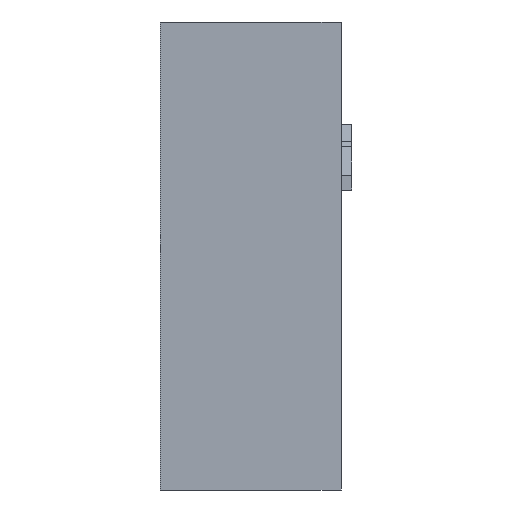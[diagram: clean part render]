
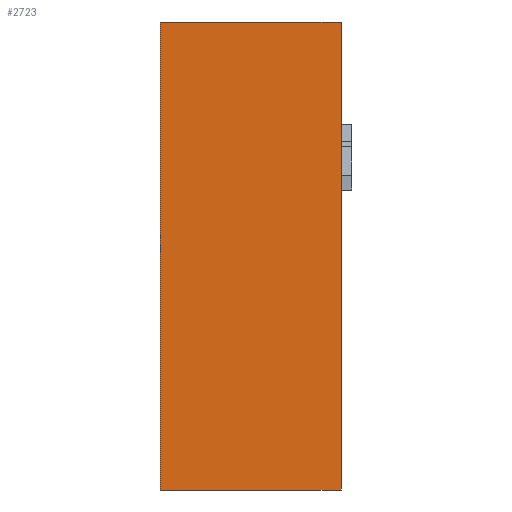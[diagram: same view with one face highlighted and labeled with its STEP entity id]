
A CAD part, left-side view. The second image highlights one B-rep face of the part: STEP entity #2723.
In plain terms, the highlighted planar face has unit normal (-1, 0, 0).
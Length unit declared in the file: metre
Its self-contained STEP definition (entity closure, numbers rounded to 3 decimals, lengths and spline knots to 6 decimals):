
#70 = DIRECTION ( 'NONE',  ( 0., 0., -1. ) ) ;
#130 = ORIENTED_EDGE ( 'NONE', *, *, #3213, .F. ) ;
#291 = CARTESIAN_POINT ( 'NONE',  ( -0.0675, -0.0085, 0. ) ) ;
#380 = EDGE_LOOP ( 'NONE', ( #2701, #130, #2613, #3989 ) ) ;
#388 = VERTEX_POINT ( 'NONE', #291 ) ;
#865 = DIRECTION ( 'NONE',  ( 0., -1., 0. ) ) ;
#949 = CARTESIAN_POINT ( 'NONE',  ( -0.0675, -0.0085, 0.044 ) ) ;
#974 = CARTESIAN_POINT ( 'NONE',  ( -0.0675, 0.0085, 0.044 ) ) ;
#1384 = VERTEX_POINT ( 'NONE', #2893 ) ;
#1386 = DIRECTION ( 'NONE',  ( 0., 0., -1. ) ) ;
#1615 = EDGE_CURVE ( 'NONE', #1384, #2385, #3227, .T. ) ;
#1750 = CARTESIAN_POINT ( 'NONE',  ( -0.0675, 0.0085, 0. ) ) ;
#1866 = LINE ( 'NONE', #2611, #2335 ) ;
#2022 = VECTOR ( 'NONE', #865, 1. ) ;
#2314 = FACE_OUTER_BOUND ( 'NONE', #380, .T. ) ;
#2335 = VECTOR ( 'NONE', #70, 1. ) ;
#2385 = VERTEX_POINT ( 'NONE', #1750 ) ;
#2611 = CARTESIAN_POINT ( 'NONE',  ( -0.0675, -0.0085, 0.044 ) ) ;
#2613 = ORIENTED_EDGE ( 'NONE', *, *, #3797, .F. ) ;
#2622 = VERTEX_POINT ( 'NONE', #949 ) ;
#2701 = ORIENTED_EDGE ( 'NONE', *, *, #4124, .T. ) ;
#2723 = ADVANCED_FACE ( 'NONE', ( #2314 ), #4522, .F. ) ;
#2893 = CARTESIAN_POINT ( 'NONE',  ( -0.0675, 0.0085, 0.044 ) ) ;
#3163 = DIRECTION ( 'NONE',  ( 0., 0., -1. ) ) ;
#3213 = EDGE_CURVE ( 'NONE', #2622, #388, #1866, .T. ) ;
#3227 = LINE ( 'NONE', #974, #3644 ) ;
#3325 = VECTOR ( 'NONE', #4583, 1. ) ;
#3374 = CARTESIAN_POINT ( 'NONE',  ( -0.0675, -0.0085, 0.044 ) ) ;
#3644 = VECTOR ( 'NONE', #1386, 1. ) ;
#3714 = LINE ( 'NONE', #3374, #2022 ) ;
#3721 = CARTESIAN_POINT ( 'NONE',  ( -0.0675, -0.0085, 0.044 ) ) ;
#3797 = EDGE_CURVE ( 'NONE', #1384, #2622, #3714, .T. ) ;
#3989 = ORIENTED_EDGE ( 'NONE', *, *, #1615, .T. ) ;
#4124 = EDGE_CURVE ( 'NONE', #2385, #388, #4533, .T. ) ;
#4174 = CARTESIAN_POINT ( 'NONE',  ( -0.0675, -0.0085, 0. ) ) ;
#4522 = PLANE ( 'NONE',  #4660 ) ;
#4533 = LINE ( 'NONE', #4174, #3325 ) ;
#4548 = DIRECTION ( 'NONE',  ( 1., 0., 0. ) ) ;
#4583 = DIRECTION ( 'NONE',  ( 0., -1., 0. ) ) ;
#4660 = AXIS2_PLACEMENT_3D ( 'NONE', #3721, #4548, #3163 ) ;
